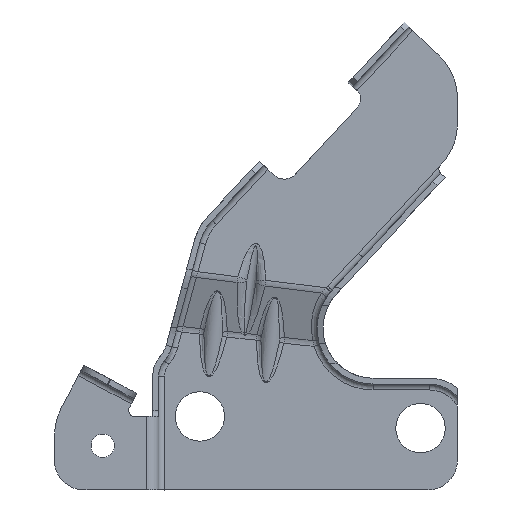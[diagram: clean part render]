
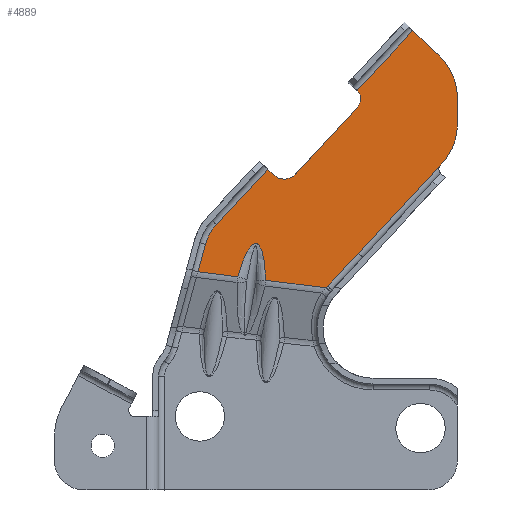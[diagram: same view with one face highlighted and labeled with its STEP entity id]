
A CAD part, top view. The second image highlights one B-rep face of the part: STEP entity #4889.
In plain terms, the highlighted planar face has unit normal (0.007, 0.007, 1).
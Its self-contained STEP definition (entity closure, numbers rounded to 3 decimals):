
#646=CARTESIAN_POINT('',(81.775,85.437,5.574));
#653=DIRECTION('',(0.681,0.732,-0.01));
#654=VECTOR('',#653,41.);
#655=CARTESIAN_POINT('',(53.844,55.425,5.988));
#656=LINE('',#655,#654);
#875=CARTESIAN_POINT('',(42.955,43.708,6.15));
#877=DIRECTION('',(0.681,0.732,-0.01));
#878=VECTOR('',#877,15.21);
#879=CARTESIAN_POINT('',(43.483,44.291,6.142));
#880=LINE('',#879,#878);
#881=DIRECTION('',(0.,-1.,0.007));
#882=VECTOR('',#881,8.706);
#883=CARTESIAN_POINT('',(87.561,108.226,5.366));
#884=LINE('',#883,#882);
#885=CARTESIAN_POINT('',(67.562,99.521,5.568));
#886=DIRECTION('',(-0.007,-0.007,-1.));
#887=DIRECTION('',(1.,0.,-0.007));
#888=AXIS2_PLACEMENT_3D('',#885,#886,#887);
#890=DIRECTION('',(-0.681,-0.732,0.01));
#891=VECTOR('',#890,0.627);
#892=CARTESIAN_POINT('',(82.202,85.896,5.568));
#893=LINE('',#892,#891);
#894=CARTESIAN_POINT('',(43.483,44.291,6.142));
#895=CARTESIAN_POINT('',(43.422,44.227,6.143));
#896=CARTESIAN_POINT('',(43.303,44.097,6.145));
#897=CARTESIAN_POINT('',(43.126,43.903,6.147));
#898=CARTESIAN_POINT('',(43.011,43.773,6.149));
#899=CARTESIAN_POINT('',(42.955,43.708,6.15));
#901=DIRECTION('',(-0.992,0.124,0.006));
#902=VECTOR('',#901,20.713);
#903=CARTESIAN_POINT('',(42.955,43.708,6.15));
#904=LINE('',#903,#902);
#905=CARTESIAN_POINT('',(22.403,46.278,6.272));
#906=CARTESIAN_POINT('',(22.343,48.608,6.255));
#907=CARTESIAN_POINT('',(22.112,51.55,6.235));
#908=CARTESIAN_POINT('',(21.616,54.442,6.217));
#909=CARTESIAN_POINT('',(21.173,56.113,6.208));
#910=CARTESIAN_POINT('',(20.686,57.317,6.202));
#911=CARTESIAN_POINT('',(20.171,58.122,6.2));
#912=CARTESIAN_POINT('',(19.732,58.508,6.2));
#913=CARTESIAN_POINT('',(19.381,58.674,6.201));
#914=CARTESIAN_POINT('',(19.122,58.734,6.203));
#915=CARTESIAN_POINT('',(18.857,58.739,6.205));
#916=CARTESIAN_POINT('',(18.475,58.665,6.208));
#917=CARTESIAN_POINT('',(17.955,58.399,6.213));
#918=CARTESIAN_POINT('',(17.259,57.745,6.223));
#919=CARTESIAN_POINT('',(16.491,56.698,6.236));
#920=CARTESIAN_POINT('',(15.652,55.187,6.253));
#921=CARTESIAN_POINT('',(14.462,52.506,6.281));
#922=CARTESIAN_POINT('',(13.516,49.712,6.308));
#923=CARTESIAN_POINT('',(12.886,47.468,6.329));
#925=DIRECTION('',(-0.992,0.124,0.006));
#926=VECTOR('',#925,13.607);
#927=CARTESIAN_POINT('',(12.886,47.468,6.329));
#928=LINE('',#927,#926);
#929=DIRECTION('',(0.259,0.966,-0.009));
#930=VECTOR('',#929,9.689);
#931=CARTESIAN_POINT('',(-0.615,49.156,6.409));
#932=LINE('',#931,#930);
#933=CARTESIAN_POINT('',(17.347,54.373,6.247));
#934=DIRECTION('',(-0.007,-0.007,-1.));
#935=DIRECTION('',(-0.966,0.259,0.005));
#936=AXIS2_PLACEMENT_3D('',#933,#934,#935);
#938=DIRECTION('',(0.732,-0.681,0.));
#939=VECTOR('',#938,3.);
#940=CARTESIAN_POINT('',(23.099,84.039,5.988));
#941=LINE('',#940,#939);
#942=CARTESIAN_POINT('',(28.701,85.655,5.938));
#943=DIRECTION('',(0.007,0.007,1.));
#944=DIRECTION('',(-0.681,-0.732,0.01));
#945=AXIS2_PLACEMENT_3D('',#942,#943,#944);
#947=CARTESIAN_POINT('',(28.701,85.655,5.938));
#948=DIRECTION('',(0.007,0.007,1.));
#949=DIRECTION('',(0.,-1.,0.007));
#950=AXIS2_PLACEMENT_3D('',#947,#948,#949);
#952=CARTESIAN_POINT('',(50.688,107.812,5.623));
#953=DIRECTION('',(0.007,0.007,1.));
#954=DIRECTION('',(0.731,-0.682,0.));
#955=AXIS2_PLACEMENT_3D('',#952,#953,#954);
#957=CARTESIAN_POINT('',(67.562,108.227,5.503));
#958=DIRECTION('',(-0.007,-0.007,-1.));
#959=DIRECTION('',(0.681,0.732,-0.01));
#960=AXIS2_PLACEMENT_3D('',#957,#958,#959);
#1045=DIRECTION('',(-0.732,0.681,0.));
#1046=VECTOR('',#1045,12.071);
#1047=CARTESIAN_POINT('',(81.188,122.865,5.301));
#1048=LINE('',#1047,#1046);
#1071=DIRECTION('',(-0.681,-0.732,0.01));
#1072=VECTOR('',#1071,27.8);
#1073=CARTESIAN_POINT('',(72.352,131.088,5.301));
#1074=LINE('',#1073,#1072);
#1207=DIRECTION('',(-0.681,-0.732,0.01));
#1208=VECTOR('',#1207,31.199);
#1209=CARTESIAN_POINT('',(53.614,105.084,5.623));
#1210=LINE('',#1209,#1208);
#1295=DIRECTION('',(-0.681,-0.732,0.01));
#1296=VECTOR('',#1295,25.636);
#1297=CARTESIAN_POINT('',(23.099,84.039,5.988));
#1298=LINE('',#1297,#1296);
#3274=VERTEX_POINT('',#646);
#3277=CARTESIAN_POINT('',(53.844,55.425,5.988));
#3278=VERTEX_POINT('',#3277);
#3333=VERTEX_POINT('',#875);
#3334=CARTESIAN_POINT('',(43.483,44.292,6.142));
#3335=VERTEX_POINT('',#3334);
#3336=CARTESIAN_POINT('',(87.561,108.226,5.366));
#3337=CARTESIAN_POINT('',(87.561,99.52,5.43));
#3338=VERTEX_POINT('',#3336);
#3339=VERTEX_POINT('',#3337);
#3340=CARTESIAN_POINT('',(82.202,85.896,5.568));
#3341=VERTEX_POINT('',#3340);
#3342=CARTESIAN_POINT('',(22.403,46.278,6.272));
#3343=VERTEX_POINT('',#3342);
#3344=VERTEX_POINT('',#923);
#3345=CARTESIAN_POINT('',(-0.615,49.156,
6.409));
#3346=VERTEX_POINT('',#3345);
#3347=CARTESIAN_POINT('',(1.892,58.515,6.323));
#3348=VERTEX_POINT('',#3347);
#3349=CARTESIAN_POINT('',(5.634,65.273,6.247));
#3350=VERTEX_POINT('',#3349);
#3351=CARTESIAN_POINT('',(23.099,84.039,5.988));
#3352=VERTEX_POINT('',#3351);
#3353=CARTESIAN_POINT('',(25.295,81.995,5.988));
#3354=VERTEX_POINT('',#3353);
#3355=CARTESIAN_POINT('',(28.701,80.655,5.975));
#3356=CARTESIAN_POINT('',(32.361,82.249,5.938));
#3357=VERTEX_POINT('',#3355);
#3358=VERTEX_POINT('',#3356);
#3359=CARTESIAN_POINT('',(53.614,105.084,5.623));
#3360=VERTEX_POINT('',#3359);
#3361=CARTESIAN_POINT('',(53.414,110.739,5.582));
#3362=VERTEX_POINT('',#3361);
#3363=CARTESIAN_POINT('',(72.352,131.088,5.301));
#3364=VERTEX_POINT('',#3363);
#3365=CARTESIAN_POINT('',(81.188,122.865,5.301));
#3366=VERTEX_POINT('',#3365);
#4845=CARTESIAN_POINT('',(1.096,66.268,6.271));
#4846=DIRECTION('',(0.007,0.007,1.));
#4847=DIRECTION('',(0.732,-0.681,0.));
#4848=AXIS2_PLACEMENT_3D('',#4845,#4846,#4847);
#4849=PLANE('',#4848);
#4851=ORIENTED_EDGE('',*,*,#4850,.T.);
#4853=ORIENTED_EDGE('',*,*,#4852,.T.);
#4855=ORIENTED_EDGE('',*,*,#4854,.T.);
#4856=ORIENTED_EDGE('',*,*,#4343,.F.);
#4857=ORIENTED_EDGE('',*,*,#4833,.F.);
#4858=ORIENTED_EDGE('',*,*,#4813,.T.);
#4860=ORIENTED_EDGE('',*,*,#4859,.T.);
#4862=ORIENTED_EDGE('',*,*,#4861,.T.);
#4864=ORIENTED_EDGE('',*,*,#4863,.T.);
#4866=ORIENTED_EDGE('',*,*,#4865,.T.);
#4868=ORIENTED_EDGE('',*,*,#4867,.T.);
#4870=ORIENTED_EDGE('',*,*,#4869,.F.);
#4872=ORIENTED_EDGE('',*,*,#4871,.T.);
#4874=ORIENTED_EDGE('',*,*,#4873,.T.);
#4876=ORIENTED_EDGE('',*,*,#4875,.T.);
#4878=ORIENTED_EDGE('',*,*,#4877,.F.);
#4880=ORIENTED_EDGE('',*,*,#4879,.T.);
#4882=ORIENTED_EDGE('',*,*,#4881,.F.);
#4884=ORIENTED_EDGE('',*,*,#4883,.F.);
#4886=ORIENTED_EDGE('',*,*,#4885,.T.);
#4887=EDGE_LOOP('',(#4851,#4853,#4855,#4856,#4857,#4858,#4860,#4862,#4864,#4866,
#4868,#4870,#4872,#4874,#4876,#4878,#4880,#4882,#4884,#4886));
#4888=FACE_OUTER_BOUND('',#4887,.F.);
#889=CIRCLE('',#888,20.);
#900=B_SPLINE_CURVE_WITH_KNOTS('',3,(#894,#895,#896,#897,#898,#899),
.UNSPECIFIED.,.F.,.F.,(4,1,1,4),(0.,0.333,0.667,1.),
.UNSPECIFIED.);
#924=B_SPLINE_CURVE_WITH_KNOTS('',3,(#905,#906,#907,#908,#909,#910,#911,#912,
#913,#914,#915,#916,#917,#918,#919,#920,#921,#922,#923),.UNSPECIFIED.,.F.,.F.,
(4,1,1,1,1,1,1,1,1,1,1,1,1,1,1,1,4),(0.,0.125,0.187,
0.25,0.312,0.375,0.437,
0.469,0.5,0.531,0.563,
0.625,0.688,0.75,0.813,
0.875,1.),.UNSPECIFIED.);
#937=CIRCLE('',#936,16.);
#946=CIRCLE('',#945,5.);
#951=CIRCLE('',#950,5.);
#956=CIRCLE('',#955,4.);
#961=CIRCLE('',#960,20.);
#4343=EDGE_CURVE('',#3278,#3274,#656,.T.);
#4813=EDGE_CURVE('',#3335,#3333,#900,.T.);
#4833=EDGE_CURVE('',#3335,#3278,#880,.T.);
#4850=EDGE_CURVE('',#3338,#3339,#884,.T.);
#4852=EDGE_CURVE('',#3339,#3341,#889,.T.);
#4854=EDGE_CURVE('',#3341,#3274,#893,.T.);
#4859=EDGE_CURVE('',#3333,#3343,#904,.T.);
#4861=EDGE_CURVE('',#3343,#3344,#924,.T.);
#4863=EDGE_CURVE('',#3344,#3346,#928,.T.);
#4865=EDGE_CURVE('',#3346,#3348,#932,.T.);
#4867=EDGE_CURVE('',#3348,#3350,#937,.T.);
#4869=EDGE_CURVE('',#3352,#3350,#1298,.T.);
#4871=EDGE_CURVE('',#3352,#3354,#941,.T.);
#4873=EDGE_CURVE('',#3354,#3357,#946,.T.);
#4875=EDGE_CURVE('',#3357,#3358,#951,.T.);
#4877=EDGE_CURVE('',#3360,#3358,#1210,.T.);
#4879=EDGE_CURVE('',#3360,#3362,#956,.T.);
#4881=EDGE_CURVE('',#3364,#3362,#1074,.T.);
#4883=EDGE_CURVE('',#3366,#3364,#1048,.T.);
#4885=EDGE_CURVE('',#3366,#3338,#961,.T.);
#4889=ADVANCED_FACE('',(#4888),#4849,.T.);
